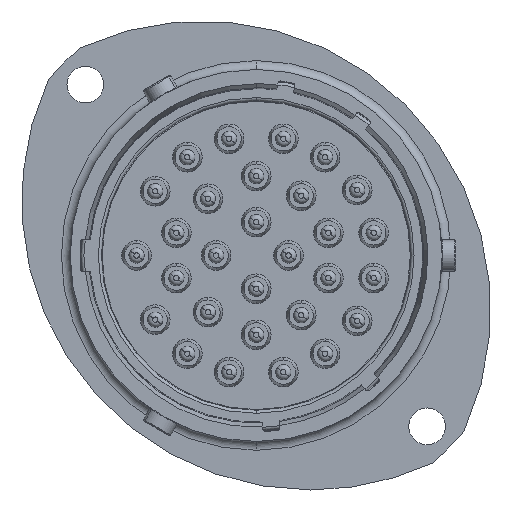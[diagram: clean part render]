
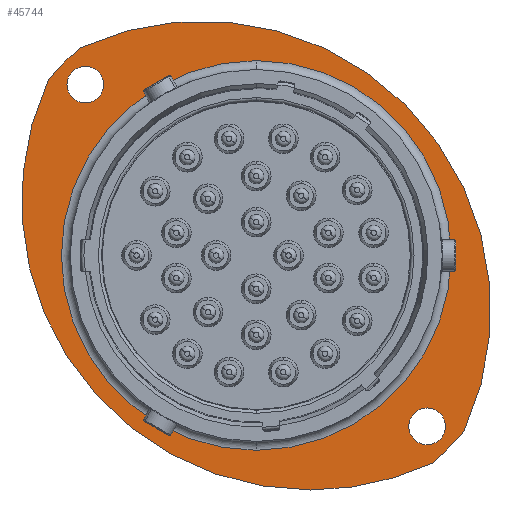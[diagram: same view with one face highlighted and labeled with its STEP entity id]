
A CAD part, left-side view. The second image highlights one B-rep face of the part: STEP entity #45744.
In plain terms, the highlighted planar face has unit normal (-1, 0, 0).
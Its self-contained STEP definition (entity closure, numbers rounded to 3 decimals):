
#635 = DIRECTION ( 'NONE',  ( -1., 0., 0. ) ) ;
#736 = CARTESIAN_POINT ( 'NONE',  ( -14.955, -12.367, -3.101 ) ) ;
#1967 = EDGE_CURVE ( 'NONE', #8837, #43929, #2924, .T. ) ;
#2214 = CARTESIAN_POINT ( 'NONE',  ( -14.955, 5.08, 32.367 ) ) ;
#2813 = CARTESIAN_POINT ( 'NONE',  ( -14.955, -0.47, 18.022 ) ) ;
#2924 = CIRCLE ( 'NONE', #28573, 1.875 ) ;
#6012 = EDGE_CURVE ( 'NONE', #43929, #8837, #6873, .T. ) ;
#6873 = CIRCLE ( 'NONE', #56428, 1.875 ) ;
#7565 = CIRCLE ( 'NONE', #16348, 19.895 ) ;
#8310 = FACE_OUTER_BOUND ( 'NONE', #45392, .T. ) ;
#8315 = CARTESIAN_POINT ( 'NONE',  ( -14.955, 5.08, 12.472 ) ) ;
#8837 = VERTEX_POINT ( 'NONE', #58499 ) ;
#9197 = VERTEX_POINT ( 'NONE', #12150 ) ;
#9539 = ORIENTED_EDGE ( 'NONE', *, *, #59139, .T. ) ;
#9578 = CARTESIAN_POINT ( 'NONE',  ( -14.955, 22.528, 29.919 ) ) ;
#10478 = CIRCLE ( 'NONE', #26892, 1.875 ) ;
#12066 = DIRECTION ( 'NONE',  ( 0., 0., -1. ) ) ;
#12150 = CARTESIAN_POINT ( 'NONE',  ( -14.955, 22.528, 31.794 ) ) ;
#12863 = AXIS2_PLACEMENT_3D ( 'NONE', #40483, #17144, #31163 ) ;
#12951 = EDGE_LOOP ( 'NONE', ( #38455, #9539 ) ) ;
#13306 = ORIENTED_EDGE ( 'NONE', *, *, #39382, .F. ) ;
#13536 = VERTEX_POINT ( 'NONE', #51584 ) ;
#13634 = EDGE_CURVE ( 'NONE', #9197, #16314, #52012, .T. ) ;
#14030 = CARTESIAN_POINT ( 'NONE',  ( -14.955, -12.367, -4.976 ) ) ;
#14051 = DIRECTION ( 'NONE',  ( -1., 0., 0. ) ) ;
#14278 = EDGE_CURVE ( 'NONE', #46044, #60179, #31527, .T. ) ;
#15108 = DIRECTION ( 'NONE',  ( 0., 0., -1. ) ) ;
#16314 = VERTEX_POINT ( 'NONE', #41379 ) ;
#16348 = AXIS2_PLACEMENT_3D ( 'NONE', #39654, #43690, #24544 ) ;
#17144 = DIRECTION ( 'NONE',  ( -1., 0., 0. ) ) ;
#19718 = AXIS2_PLACEMENT_3D ( 'NONE', #29439, #49222, #34603 ) ;
#20044 = CARTESIAN_POINT ( 'NONE',  ( -14.955, 23.06, 33.675 ) ) ;
#20381 = AXIS2_PLACEMENT_3D ( 'NONE', #8315, #56405, #56605 ) ;
#20451 = CARTESIAN_POINT ( 'NONE',  ( -14.955, 5.08, -7.423 ) ) ;
#20503 = EDGE_CURVE ( 'NONE', #35732, #13536, #26943, .T. ) ;
#21066 = FACE_BOUND ( 'NONE', #46394, .T. ) ;
#22253 = ORIENTED_EDGE ( 'NONE', *, *, #13634, .F. ) ;
#23048 = AXIS2_PLACEMENT_3D ( 'NONE', #59738, #40857, #31937 ) ;
#23283 = DIRECTION ( 'NONE',  ( 0., 0., -1. ) ) ;
#23573 = DIRECTION ( 'NONE',  ( 1., 0., 0. ) ) ;
#24544 = DIRECTION ( 'NONE',  ( 0., 0., -1. ) ) ;
#25012 = DIRECTION ( 'NONE',  ( 1., 0., 0. ) ) ;
#26892 = AXIS2_PLACEMENT_3D ( 'NONE', #52695, #14051, #37800 ) ;
#26930 = DIRECTION ( 'NONE',  ( -1., 0., 0. ) ) ;
#26943 = CIRCLE ( 'NONE', #12863, 27.8 ) ;
#27144 = AXIS2_PLACEMENT_3D ( 'NONE', #35333, #25012, #29780 ) ;
#27498 = EDGE_LOOP ( 'NONE', ( #48823, #33388 ) ) ;
#28449 = ORIENTED_EDGE ( 'NONE', *, *, #28643, .T. ) ;
#28573 = AXIS2_PLACEMENT_3D ( 'NONE', #29131, #635, #15108 ) ;
#28643 = EDGE_CURVE ( 'NONE', #13536, #33323, #50322, .T. ) ;
#28755 = CIRCLE ( 'NONE', #19718, 29.5 ) ;
#29131 = CARTESIAN_POINT ( 'NONE',  ( -14.955, -12.367, -4.976 ) ) ;
#29439 = CARTESIAN_POINT ( 'NONE',  ( -14.955, 10.631, 6.921 ) ) ;
#29780 = DIRECTION ( 'NONE',  ( 0., 0., -1. ) ) ;
#31163 = DIRECTION ( 'NONE',  ( 0., 0., 1. ) ) ;
#31527 = CIRCLE ( 'NONE', #20381, 27.8 ) ;
#31889 = AXIS2_PLACEMENT_3D ( 'NONE', #9578, #48225, #48438 ) ;
#31937 = DIRECTION ( 'NONE',  ( 0., 0., -1. ) ) ;
#32271 = CARTESIAN_POINT ( 'NONE',  ( -14.955, -0.47, -11.478 ) ) ;
#32739 = EDGE_CURVE ( 'NONE', #33323, #46044, #36603, .T. ) ;
#33245 = DIRECTION ( 'NONE',  ( -1., 0., 0. ) ) ;
#33323 = VERTEX_POINT ( 'NONE', #32271 ) ;
#33388 = ORIENTED_EDGE ( 'NONE', *, *, #6012, .F. ) ;
#34603 = DIRECTION ( 'NONE',  ( 0., 0., -1. ) ) ;
#35333 = CARTESIAN_POINT ( 'NONE',  ( -14.955, 24.075, 12.472 ) ) ;
#35732 = VERTEX_POINT ( 'NONE', #20044 ) ;
#36010 = CARTESIAN_POINT ( 'NONE',  ( -14.955, -16.123, -5.508 ) ) ;
#36603 = CIRCLE ( 'NONE', #23048, 29.5 ) ;
#37800 = DIRECTION ( 'NONE',  ( 0., 0., -1. ) ) ;
#37977 = EDGE_CURVE ( 'NONE', #38507, #49212, #7565, .T. ) ;
#38455 = ORIENTED_EDGE ( 'NONE', *, *, #37977, .T. ) ;
#38507 = VERTEX_POINT ( 'NONE', #20451 ) ;
#38737 = CARTESIAN_POINT ( 'NONE',  ( -14.955, -12.899, -8.732 ) ) ;
#39382 = EDGE_CURVE ( 'NONE', #16314, #9197, #10478, .T. ) ;
#39654 = CARTESIAN_POINT ( 'NONE',  ( -14.955, 5.08, 12.472 ) ) ;
#39711 = PLANE ( 'NONE',  #27144 ) ;
#39865 = AXIS2_PLACEMENT_3D ( 'NONE', #2813, #26930, #12066 ) ;
#40483 = CARTESIAN_POINT ( 'NONE',  ( -14.955, 5.08, 12.472 ) ) ;
#40857 = DIRECTION ( 'NONE',  ( -1., 0., 0. ) ) ;
#41379 = CARTESIAN_POINT ( 'NONE',  ( -14.955, 22.528, 28.044 ) ) ;
#43021 = ORIENTED_EDGE ( 'NONE', *, *, #47675, .T. ) ;
#43690 = DIRECTION ( 'NONE',  ( 1., 0., 0. ) ) ;
#43808 = ORIENTED_EDGE ( 'NONE', *, *, #32739, .T. ) ;
#43929 = VERTEX_POINT ( 'NONE', #736 ) ;
#44803 = AXIS2_PLACEMENT_3D ( 'NONE', #47760, #23573, #59254 ) ;
#45392 = EDGE_LOOP ( 'NONE', ( #28449, #43808, #56780, #43021, #52339 ) ) ;
#45744 = ADVANCED_FACE ( 'NONE', ( #59195, #21066, #46466, #8310 ), #39711, .F. ) ;
#46044 = VERTEX_POINT ( 'NONE', #38737 ) ;
#46394 = EDGE_LOOP ( 'NONE', ( #13306, #22253 ) ) ;
#46466 = FACE_BOUND ( 'NONE', #27498, .T. ) ;
#47675 = EDGE_CURVE ( 'NONE', #60179, #35732, #28755, .T. ) ;
#47760 = CARTESIAN_POINT ( 'NONE',  ( -14.955, 5.08, 12.472 ) ) ;
#48225 = DIRECTION ( 'NONE',  ( -1., 0., 0. ) ) ;
#48438 = DIRECTION ( 'NONE',  ( 0., 0., -1. ) ) ;
#48823 = ORIENTED_EDGE ( 'NONE', *, *, #1967, .F. ) ;
#49212 = VERTEX_POINT ( 'NONE', #2214 ) ;
#49222 = DIRECTION ( 'NONE',  ( -1., 0., 0. ) ) ;
#50322 = CIRCLE ( 'NONE', #39865, 29.5 ) ;
#51584 = CARTESIAN_POINT ( 'NONE',  ( -14.955, 26.284, 30.451 ) ) ;
#52012 = CIRCLE ( 'NONE', #31889, 1.875 ) ;
#52339 = ORIENTED_EDGE ( 'NONE', *, *, #20503, .T. ) ;
#52695 = CARTESIAN_POINT ( 'NONE',  ( -14.955, 22.528, 29.919 ) ) ;
#54381 = CIRCLE ( 'NONE', #44803, 19.895 ) ;
#56405 = DIRECTION ( 'NONE',  ( -1., 0., 0. ) ) ;
#56428 = AXIS2_PLACEMENT_3D ( 'NONE', #14030, #33245, #23283 ) ;
#56605 = DIRECTION ( 'NONE',  ( 0., 0., 1. ) ) ;
#56780 = ORIENTED_EDGE ( 'NONE', *, *, #14278, .T. ) ;
#58499 = CARTESIAN_POINT ( 'NONE',  ( -14.955, -12.367, -6.851 ) ) ;
#59139 = EDGE_CURVE ( 'NONE', #49212, #38507, #54381, .T. ) ;
#59195 = FACE_BOUND ( 'NONE', #12951, .T. ) ;
#59254 = DIRECTION ( 'NONE',  ( 0., 0., -1. ) ) ;
#59738 = CARTESIAN_POINT ( 'NONE',  ( -14.955, -0.47, 18.022 ) ) ;
#60179 = VERTEX_POINT ( 'NONE', #36010 ) ;
